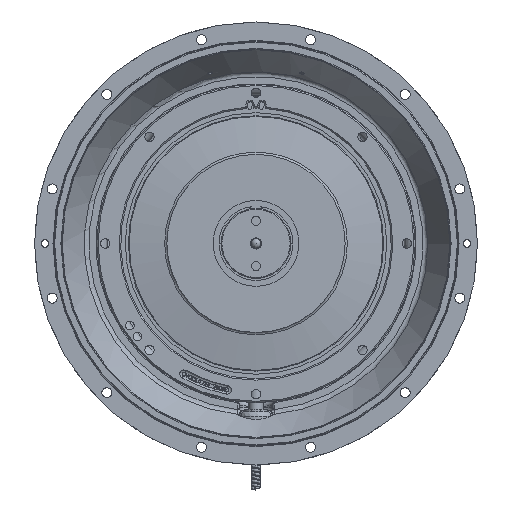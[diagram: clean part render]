
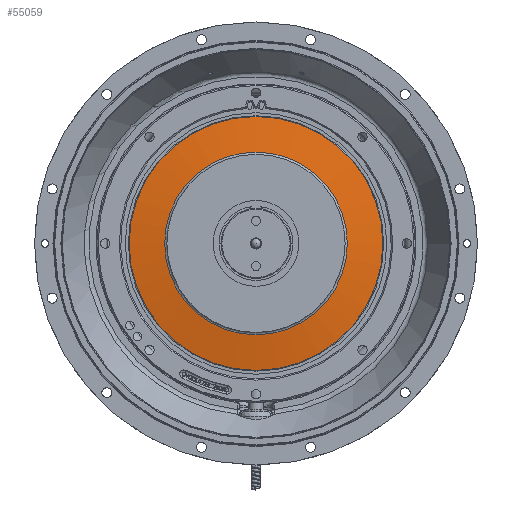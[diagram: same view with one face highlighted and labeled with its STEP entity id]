
A CAD part, top view. The second image highlights one B-rep face of the part: STEP entity #55059.
In plain terms, the highlighted conical face has half-angle 81.101 degrees and reference radius 144.45 mm.
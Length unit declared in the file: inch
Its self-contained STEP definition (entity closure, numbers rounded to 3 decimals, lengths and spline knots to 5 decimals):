
#1971 = DIRECTION ( 'NONE',  ( 0., 0., -1. ) ) ;
#4275 = VERTEX_POINT ( 'NONE', #68250 ) ;
#4579 = EDGE_LOOP ( 'NONE', ( #131421 ) ) ;
#11935 = DIRECTION ( 'NONE',  ( -1., 0., 0. ) ) ;
#21977 = VERTEX_POINT ( 'NONE', #77950 ) ;
#23759 = ORIENTED_EDGE ( 'NONE', *, *, #75763, .T. ) ;
#39496 = CARTESIAN_POINT ( 'NONE',  ( 0., 0., 1.45385 ) ) ;
#47326 = CIRCLE ( 'NONE', #58792, 5.52864 ) ;
#50838 = EDGE_CURVE ( 'NONE', #4275, #4275, #47326, .T. ) ;
#51549 = DIRECTION ( 'NONE',  ( 0., 0., 1. ) ) ;
#55059 = ADVANCED_FACE ( 'NONE', ( #95386, #96094 ), #94418, .T. ) ;
#58792 = AXIS2_PLACEMENT_3D ( 'NONE', #85256, #51549, #137049 ) ;
#63816 = EDGE_LOOP ( 'NONE', ( #23759 ) ) ;
#65130 = DIRECTION ( 'NONE',  ( 0., 0., -1. ) ) ;
#68250 = CARTESIAN_POINT ( 'NONE',  ( 5.52864, 0., 1.47865 ) ) ;
#75763 = EDGE_CURVE ( 'NONE', #21977, #21977, #132794, .T. ) ;
#77950 = CARTESIAN_POINT ( 'NONE',  ( -3.9783, 0., 1.72141 ) ) ;
#78703 = CARTESIAN_POINT ( 'NONE',  ( 0., 0., 1.72141 ) ) ;
#85256 = CARTESIAN_POINT ( 'NONE',  ( 0., 0., 1.47865 ) ) ;
#88169 = DIRECTION ( 'NONE',  ( -1., 0., 0. ) ) ;
#94418 = CONICAL_SURFACE ( 'NONE', #112778, 5.68701, 1.415 ) ;
#95386 = FACE_OUTER_BOUND ( 'NONE', #4579, .T. ) ;
#96094 = FACE_BOUND ( 'NONE', #63816, .T. ) ;
#112778 = AXIS2_PLACEMENT_3D ( 'NONE', #39496, #1971, #88169 ) ;
#130514 = AXIS2_PLACEMENT_3D ( 'NONE', #78703, #65130, #11935 ) ;
#131421 = ORIENTED_EDGE ( 'NONE', *, *, #50838, .T. ) ;
#132794 = CIRCLE ( 'NONE', #130514, 3.9783 ) ;
#137049 = DIRECTION ( 'NONE',  ( 1., 0., 0. ) ) ;
